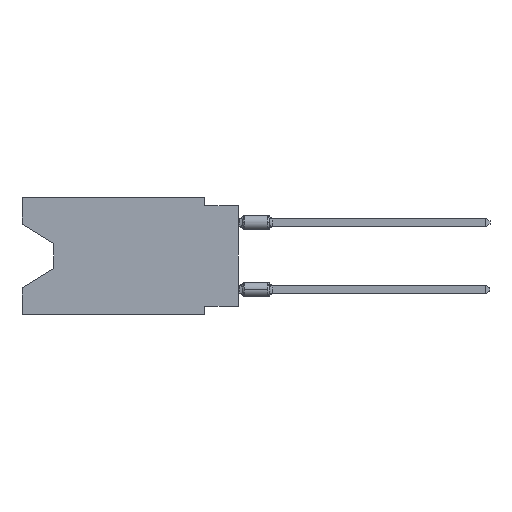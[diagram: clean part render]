
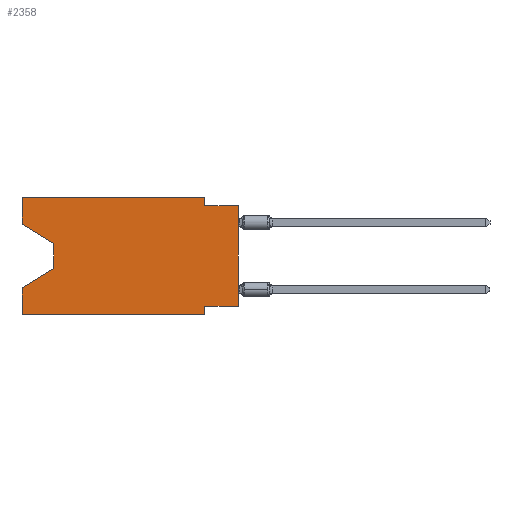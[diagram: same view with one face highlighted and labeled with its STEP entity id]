
A CAD part, left-side view. The second image highlights one B-rep face of the part: STEP entity #2358.
In plain terms, the highlighted planar face has unit normal (-1, 0, 0).
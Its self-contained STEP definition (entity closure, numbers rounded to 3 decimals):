
#202 = LINE ( 'NONE', #4524, #11102 ) ;
#650 = LINE ( 'NONE', #9838, #5179 ) ;
#889 = EDGE_CURVE ( 'NONE', #12864, #14805, #18687, .T. ) ;
#915 = DIRECTION ( 'NONE',  ( 0., -1., 0. ) ) ;
#989 = DIRECTION ( 'NONE',  ( 1., 0., 0. ) ) ;
#1007 = VECTOR ( 'NONE', #11050, 1000. ) ;
#1114 = CARTESIAN_POINT ( 'NONE',  ( 0., 0., -0.635 ) ) ;
#1169 = EDGE_CURVE ( 'NONE', #6037, #13926, #8650, .T. ) ;
#1237 = LINE ( 'NONE', #13862, #18666 ) ;
#2319 = ORIENTED_EDGE ( 'NONE', *, *, #4844, .F. ) ;
#2358 = ADVANCED_FACE ( 'NONE', ( #8756 ), #14928, .F. ) ;
#2497 = DIRECTION ( 'NONE',  ( 0., 0., -1. ) ) ;
#2619 = LINE ( 'NONE', #8872, #16574 ) ;
#2649 = CARTESIAN_POINT ( 'NONE',  ( 0., 16.383, 0. ) ) ;
#3124 = VERTEX_POINT ( 'NONE', #2649 ) ;
#3283 = VERTEX_POINT ( 'NONE', #9206 ) ;
#3749 = LINE ( 'NONE', #6371, #8061 ) ;
#3904 = CARTESIAN_POINT ( 'NONE',  ( 0., 16.383, -8.89 ) ) ;
#3939 = ORIENTED_EDGE ( 'NONE', *, *, #17462, .T. ) ;
#3970 = ORIENTED_EDGE ( 'NONE', *, *, #1169, .T. ) ;
#3995 = VECTOR ( 'NONE', #915, 1000. ) ;
#4089 = EDGE_CURVE ( 'NONE', #11483, #12666, #4871, .T. ) ;
#4223 = EDGE_CURVE ( 'NONE', #6037, #5096, #650, .T. ) ;
#4254 = CARTESIAN_POINT ( 'NONE',  ( 0., 0., -8.255 ) ) ;
#4347 = EDGE_CURVE ( 'NONE', #12666, #7862, #6992, .T. ) ;
#4400 = CARTESIAN_POINT ( 'NONE',  ( 0., 2.54, 0. ) ) ;
#4524 = CARTESIAN_POINT ( 'NONE',  ( 0., 16.383, 0. ) ) ;
#4844 = EDGE_CURVE ( 'NONE', #11483, #3124, #202, .T. ) ;
#4851 = LINE ( 'NONE', #11034, #13258 ) ;
#4871 = LINE ( 'NONE', #7911, #1007 ) ;
#5096 = VERTEX_POINT ( 'NONE', #10192 ) ;
#5179 = VECTOR ( 'NONE', #15906, 1000. ) ;
#5230 = VERTEX_POINT ( 'NONE', #4400 ) ;
#5719 = CARTESIAN_POINT ( 'NONE',  ( 0., 16.383, 0. ) ) ;
#5740 = LINE ( 'NONE', #1114, #12385 ) ;
#6037 = VERTEX_POINT ( 'NONE', #9284 ) ;
#6371 = CARTESIAN_POINT ( 'NONE',  ( 0., 13.97, -5.385 ) ) ;
#6483 = VECTOR ( 'NONE', #14889, 1000. ) ;
#6992 = LINE ( 'NONE', #18200, #6483 ) ;
#7593 = DIRECTION ( 'NONE',  ( 0., 0., -1. ) ) ;
#7624 = DIRECTION ( 'NONE',  ( 0., -1., 0. ) ) ;
#7862 = VERTEX_POINT ( 'NONE', #15715 ) ;
#7911 = CARTESIAN_POINT ( 'NONE',  ( 0., 16.383, -2.038 ) ) ;
#8061 = VECTOR ( 'NONE', #19110, 1000. ) ;
#8182 = CARTESIAN_POINT ( 'NONE',  ( 0., 16.383, 0. ) ) ;
#8516 = ORIENTED_EDGE ( 'NONE', *, *, #17401, .F. ) ;
#8517 = CARTESIAN_POINT ( 'NONE',  ( 0., 2.54, -0.635 ) ) ;
#8650 = LINE ( 'NONE', #3904, #14532 ) ;
#8756 = FACE_OUTER_BOUND ( 'NONE', #13912, .T. ) ;
#8872 = CARTESIAN_POINT ( 'NONE',  ( 0., 0., 0. ) ) ;
#9188 = DIRECTION ( 'NONE',  ( 0., 0., 1. ) ) ;
#9206 = CARTESIAN_POINT ( 'NONE',  ( 0., 0., -0.635 ) ) ;
#9284 = CARTESIAN_POINT ( 'NONE',  ( 0., 16.383, -8.89 ) ) ;
#9653 = ORIENTED_EDGE ( 'NONE', *, *, #13114, .T. ) ;
#9762 = ORIENTED_EDGE ( 'NONE', *, *, #4223, .F. ) ;
#9838 = CARTESIAN_POINT ( 'NONE',  ( 0., 16.383, 0. ) ) ;
#10034 = AXIS2_PLACEMENT_3D ( 'NONE', #5719, #989, #2497 ) ;
#10192 = CARTESIAN_POINT ( 'NONE',  ( 0., 16.383, -6.852 ) ) ;
#10403 = EDGE_CURVE ( 'NONE', #5230, #11688, #4851, .T. ) ;
#10704 = DIRECTION ( 'NONE',  ( 0., -1., 0. ) ) ;
#11034 = CARTESIAN_POINT ( 'NONE',  ( 0., 2.54, 0. ) ) ;
#11050 = DIRECTION ( 'NONE',  ( 0., -0.855, -0.519 ) ) ;
#11102 = VECTOR ( 'NONE', #9188, 1000. ) ;
#11473 = CARTESIAN_POINT ( 'NONE',  ( 0., 2.54, -8.89 ) ) ;
#11483 = VERTEX_POINT ( 'NONE', #17505 ) ;
#11537 = ORIENTED_EDGE ( 'NONE', *, *, #4347, .T. ) ;
#11688 = VERTEX_POINT ( 'NONE', #8517 ) ;
#11717 = LINE ( 'NONE', #8182, #3995 ) ;
#11777 = EDGE_CURVE ( 'NONE', #14805, #13926, #1237, .T. ) ;
#11786 = CARTESIAN_POINT ( 'NONE',  ( 0., 2.54, -8.255 ) ) ;
#12385 = VECTOR ( 'NONE', #10704, 1000. ) ;
#12454 = DIRECTION ( 'NONE',  ( 0., 0., -1. ) ) ;
#12480 = ORIENTED_EDGE ( 'NONE', *, *, #4089, .T. ) ;
#12666 = VERTEX_POINT ( 'NONE', #12670 ) ;
#12670 = CARTESIAN_POINT ( 'NONE',  ( 0., 13.97, -3.505 ) ) ;
#12864 = VERTEX_POINT ( 'NONE', #4254 ) ;
#13114 = EDGE_CURVE ( 'NONE', #7862, #5096, #3749, .T. ) ;
#13258 = VECTOR ( 'NONE', #12454, 1000. ) ;
#13788 = ORIENTED_EDGE ( 'NONE', *, *, #17235, .F. ) ;
#13862 = CARTESIAN_POINT ( 'NONE',  ( 0., 2.54, -8.89 ) ) ;
#13912 = EDGE_LOOP ( 'NONE', ( #12480, #11537, #9653, #9762, #3970, #16368, #19872, #3939, #8516, #17919, #13788, #2319 ) ) ;
#13926 = VERTEX_POINT ( 'NONE', #11473 ) ;
#14532 = VECTOR ( 'NONE', #7624, 1000. ) ;
#14805 = VERTEX_POINT ( 'NONE', #11786 ) ;
#14889 = DIRECTION ( 'NONE',  ( 0., 0., -1. ) ) ;
#14928 = PLANE ( 'NONE',  #10034 ) ;
#14954 = DIRECTION ( 'NONE',  ( 0., 0., 1. ) ) ;
#15475 = VECTOR ( 'NONE', #19888, 1000. ) ;
#15715 = CARTESIAN_POINT ( 'NONE',  ( 0., 13.97, -5.385 ) ) ;
#15906 = DIRECTION ( 'NONE',  ( 0., 0., 1. ) ) ;
#16368 = ORIENTED_EDGE ( 'NONE', *, *, #11777, .F. ) ;
#16574 = VECTOR ( 'NONE', #14954, 1000. ) ;
#17235 = EDGE_CURVE ( 'NONE', #3124, #5230, #11717, .T. ) ;
#17401 = EDGE_CURVE ( 'NONE', #11688, #3283, #5740, .T. ) ;
#17462 = EDGE_CURVE ( 'NONE', #12864, #3283, #2619, .T. ) ;
#17505 = CARTESIAN_POINT ( 'NONE',  ( 0., 16.383, -2.038 ) ) ;
#17919 = ORIENTED_EDGE ( 'NONE', *, *, #10403, .F. ) ;
#18200 = CARTESIAN_POINT ( 'NONE',  ( 0., 13.97, -3.505 ) ) ;
#18463 = CARTESIAN_POINT ( 'NONE',  ( 0., 0., -8.255 ) ) ;
#18666 = VECTOR ( 'NONE', #7593, 1000. ) ;
#18687 = LINE ( 'NONE', #18463, #15475 ) ;
#19110 = DIRECTION ( 'NONE',  ( 0., 0.855, -0.519 ) ) ;
#19872 = ORIENTED_EDGE ( 'NONE', *, *, #889, .F. ) ;
#19888 = DIRECTION ( 'NONE',  ( 0., 1., 0. ) ) ;
